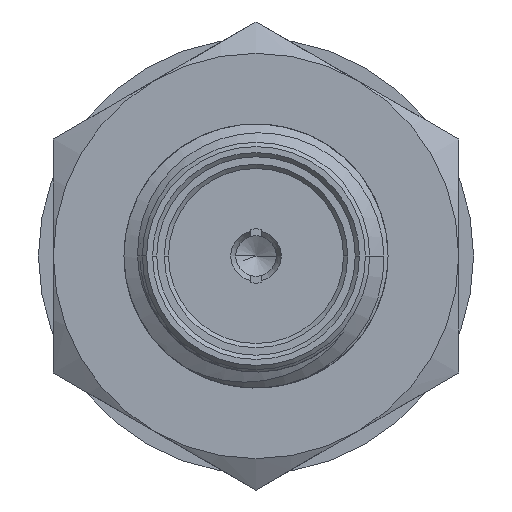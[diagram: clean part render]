
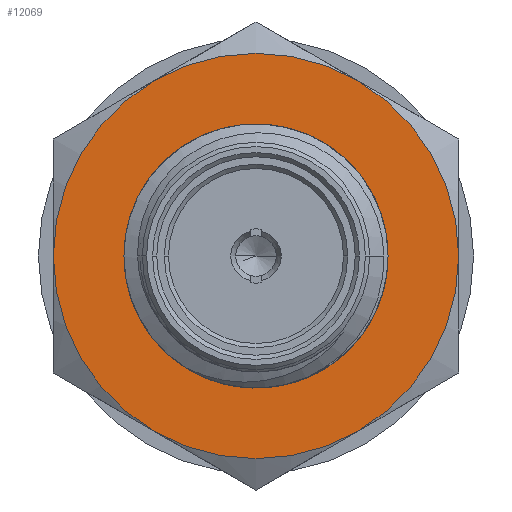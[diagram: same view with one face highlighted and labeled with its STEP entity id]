
A CAD part, left-side view. The second image highlights one B-rep face of the part: STEP entity #12069.
In plain terms, the highlighted planar face has unit normal (-1, 0, 0).
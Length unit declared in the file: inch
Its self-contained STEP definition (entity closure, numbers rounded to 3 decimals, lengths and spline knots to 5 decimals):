
#1753=CARTESIAN_POINT('',(0.22835,0.,0.));
#1754=DIRECTION('',(1.,0.,0.));
#1755=DIRECTION('',(0.,-0.5,-0.866));
#1756=AXIS2_PLACEMENT_3D('',#1753,#1754,#1755);
#1758=CARTESIAN_POINT('',(0.22835,0.,0.));
#1759=DIRECTION('',(1.,0.,0.));
#1760=DIRECTION('',(0.,0.,-1.));
#1761=AXIS2_PLACEMENT_3D('',#1758,#1759,#1760);
#1763=CARTESIAN_POINT('',(0.22835,0.,0.));
#1764=DIRECTION('',(1.,0.,0.));
#1765=DIRECTION('',(0.,0.5,-0.866));
#1766=AXIS2_PLACEMENT_3D('',#1763,#1764,#1765);
#1768=CARTESIAN_POINT('',(0.22835,0.,0.));
#1769=DIRECTION('',(1.,0.,0.));
#1770=DIRECTION('',(0.,1.,0.));
#1771=AXIS2_PLACEMENT_3D('',#1768,#1769,#1770);
#1773=CARTESIAN_POINT('',(0.22835,0.,0.));
#1774=DIRECTION('',(1.,0.,0.));
#1775=DIRECTION('',(0.,0.5,0.866));
#1776=AXIS2_PLACEMENT_3D('',#1773,#1774,#1775);
#1778=CARTESIAN_POINT('',(0.22835,0.,0.));
#1779=DIRECTION('',(1.,0.,0.));
#1780=DIRECTION('',(0.,0.,1.));
#1781=AXIS2_PLACEMENT_3D('',#1778,#1779,#1780);
#1783=CARTESIAN_POINT('',(0.22835,0.,0.));
#1784=DIRECTION('',(1.,0.,0.));
#1785=DIRECTION('',(0.,-0.5,0.866));
#1786=AXIS2_PLACEMENT_3D('',#1783,#1784,#1785);
#1788=CARTESIAN_POINT('',(0.22835,0.,0.));
#1789=DIRECTION('',(1.,0.,0.));
#1790=DIRECTION('',(0.,-1.,0.));
#1791=AXIS2_PLACEMENT_3D('',#1788,#1789,#1790);
#1793=CARTESIAN_POINT('',(0.22835,0.,0.));
#1794=DIRECTION('',(-1.,0.,0.));
#1795=DIRECTION('',(0.,-1.,0.));
#1796=AXIS2_PLACEMENT_3D('',#1793,#1794,#1795);
#1798=CARTESIAN_POINT('',(0.22835,0.,0.));
#1799=DIRECTION('',(-1.,0.,0.));
#1800=DIRECTION('',(0.,1.,0.));
#1801=AXIS2_PLACEMENT_3D('',#1798,#1799,#1800);
#9694=CARTESIAN_POINT('',(0.22835,0.10492,0.));
#9695=VERTEX_POINT('',#9694);
#9696=CARTESIAN_POINT('',(0.22835,-0.10492,0.));
#9697=VERTEX_POINT('',#9696);
#9698=CARTESIAN_POINT('',(0.22835,0.,-0.18701));
#9699=CARTESIAN_POINT('',(0.22835,0.0935,
-0.16195));
#9700=VERTEX_POINT('',#9698);
#9701=VERTEX_POINT('',#9699);
#9702=CARTESIAN_POINT('',(0.22835,-0.0935,
-0.16195));
#9703=VERTEX_POINT('',#9702);
#9704=CARTESIAN_POINT('',(0.22835,0.18701,
0.));
#9705=VERTEX_POINT('',#9704);
#9706=CARTESIAN_POINT('',(0.22835,0.0935,
0.16195));
#9707=VERTEX_POINT('',#9706);
#9708=CARTESIAN_POINT('',(0.22835,0.,0.18701));
#9709=CARTESIAN_POINT('',(0.22835,-0.0935,
0.16195));
#9710=VERTEX_POINT('',#9708);
#9711=VERTEX_POINT('',#9709);
#9712=CARTESIAN_POINT('',(0.22835,-0.18701,
0.));
#9713=VERTEX_POINT('',#9712);
#12042=CARTESIAN_POINT('',(0.22835,0.,0.));
#12043=DIRECTION('',(1.,0.,0.));
#12044=DIRECTION('',(0.,-1.,0.));
#12045=AXIS2_PLACEMENT_3D('',#12042,#12043,#12044);
#12046=PLANE('',#12045);
#12048=ORIENTED_EDGE('',*,*,#12047,.T.);
#12050=ORIENTED_EDGE('',*,*,#12049,.T.);
#12052=ORIENTED_EDGE('',*,*,#12051,.T.);
#12054=ORIENTED_EDGE('',*,*,#12053,.T.);
#12056=ORIENTED_EDGE('',*,*,#12055,.T.);
#12058=ORIENTED_EDGE('',*,*,#12057,.T.);
#12060=ORIENTED_EDGE('',*,*,#12059,.T.);
#12062=ORIENTED_EDGE('',*,*,#12061,.T.);
#12063=EDGE_LOOP('',(#12048,#12050,#12052,#12054,#12056,#12058,#12060,#12062));
#12064=FACE_OUTER_BOUND('',#12063,.F.);
#12065=ORIENTED_EDGE('',*,*,#12021,.T.);
#12066=ORIENTED_EDGE('',*,*,#12037,.T.);
#12067=EDGE_LOOP('',(#12065,#12066));
#12068=FACE_BOUND('',#12067,.F.);
#12069=ADVANCED_FACE('',(#12064,#12068),#12046,.F.);
#1757=CIRCLE('',#1756,0.18701);
#1762=CIRCLE('',#1761,0.18701);
#1767=CIRCLE('',#1766,0.18701);
#1772=CIRCLE('',#1771,0.18701);
#1777=CIRCLE('',#1776,0.18701);
#1782=CIRCLE('',#1781,0.18701);
#1787=CIRCLE('',#1786,0.18701);
#1792=CIRCLE('',#1791,0.18701);
#1797=CIRCLE('',#1796,0.10492);
#1802=CIRCLE('',#1801,0.10492);
#12021=EDGE_CURVE('',#9697,#9695,#1797,.T.);
#12037=EDGE_CURVE('',#9695,#9697,#1802,.T.);
#12047=EDGE_CURVE('',#9703,#9700,#1757,.T.);
#12049=EDGE_CURVE('',#9700,#9701,#1762,.T.);
#12051=EDGE_CURVE('',#9701,#9705,#1767,.T.);
#12053=EDGE_CURVE('',#9705,#9707,#1772,.T.);
#12055=EDGE_CURVE('',#9707,#9710,#1777,.T.);
#12057=EDGE_CURVE('',#9710,#9711,#1782,.T.);
#12059=EDGE_CURVE('',#9711,#9713,#1787,.T.);
#12061=EDGE_CURVE('',#9713,#9703,#1792,.T.);
